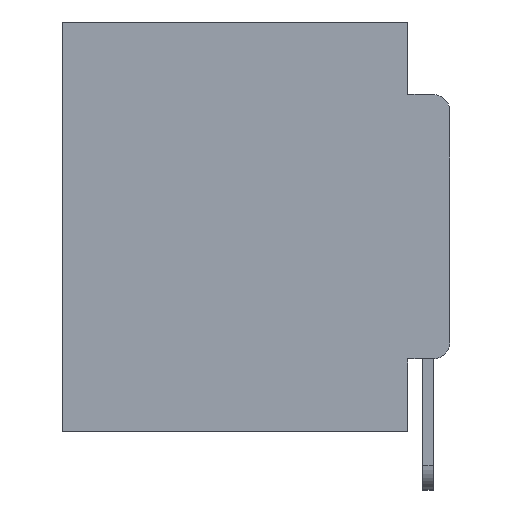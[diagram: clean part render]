
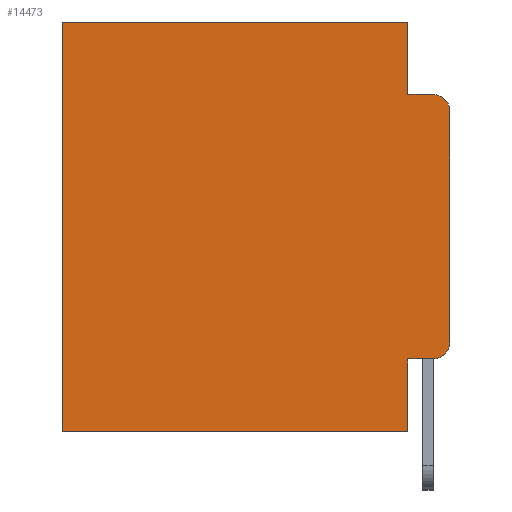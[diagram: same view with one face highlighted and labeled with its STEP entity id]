
A CAD part, left-side view. The second image highlights one B-rep face of the part: STEP entity #14473.
In plain terms, the highlighted planar face has unit normal (-1, 0, 0).
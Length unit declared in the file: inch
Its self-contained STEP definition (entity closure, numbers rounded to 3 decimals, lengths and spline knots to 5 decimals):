
#557 = DIRECTION ( 'NONE',  ( 0., 0., -1. ) ) ;
#862 = VERTEX_POINT ( 'NONE', #2453 ) ;
#964 = CARTESIAN_POINT ( 'NONE',  ( 0.298, 0.02, -0.4115 ) ) ;
#1510 = DIRECTION ( 'NONE',  ( 0., -1., 0. ) ) ;
#1839 = VERTEX_POINT ( 'NONE', #21698 ) ;
#2181 = LINE ( 'NONE', #13301, #11144 ) ;
#2196 = LINE ( 'NONE', #21938, #22906 ) ;
#2453 = CARTESIAN_POINT ( 'NONE',  ( 0.298, 0.473, 0. ) ) ;
#2909 = DIRECTION ( 'NONE',  ( 0., 1., 0. ) ) ;
#3022 = CARTESIAN_POINT ( 'NONE',  ( 0.298, 0.051, 0. ) ) ;
#3083 = DIRECTION ( 'NONE',  ( 0., 0., -1. ) ) ;
#4855 = CARTESIAN_POINT ( 'NONE',  ( 0.298, 0., -0.5 ) ) ;
#5198 = DIRECTION ( 'NONE',  ( 1., 0., 0. ) ) ;
#5238 = ORIENTED_EDGE ( 'NONE', *, *, #5863, .F. ) ;
#5863 = EDGE_CURVE ( 'NONE', #26365, #19610, #22387, .T. ) ;
#6140 = ORIENTED_EDGE ( 'NONE', *, *, #7980, .F. ) ;
#6933 = CARTESIAN_POINT ( 'NONE',  ( 0.298, 0.02, -0.0885 ) ) ;
#7217 = CARTESIAN_POINT ( 'NONE',  ( 0.298, 0., 0. ) ) ;
#7980 = EDGE_CURVE ( 'NONE', #17394, #9353, #2181, .T. ) ;
#8090 = LINE ( 'NONE', #15091, #14448 ) ;
#9353 = VERTEX_POINT ( 'NONE', #14214 ) ;
#9380 = EDGE_CURVE ( 'NONE', #17394, #24552, #22954, .T. ) ;
#9846 = DIRECTION ( 'NONE',  ( 0., 0., -1. ) ) ;
#10023 = VECTOR ( 'NONE', #2909, 39.37008 ) ;
#10137 = EDGE_CURVE ( 'NONE', #19610, #11002, #2196, .T. ) ;
#10199 = CARTESIAN_POINT ( 'NONE',  ( 0.298, 0.02, -0.3915 ) ) ;
#11002 = VERTEX_POINT ( 'NONE', #6933 ) ;
#11144 = VECTOR ( 'NONE', #15435, 39.37008 ) ;
#11341 = DIRECTION ( 'NONE',  ( 0., 0., -1. ) ) ;
#11401 = CARTESIAN_POINT ( 'NONE',  ( 0.298, 0.051, -0.4115 ) ) ;
#12406 = ORIENTED_EDGE ( 'NONE', *, *, #19713, .T. ) ;
#12668 = LINE ( 'NONE', #13361, #21893 ) ;
#12716 = VERTEX_POINT ( 'NONE', #25233 ) ;
#12883 = AXIS2_PLACEMENT_3D ( 'NONE', #13339, #5198, #3083 ) ;
#13171 = AXIS2_PLACEMENT_3D ( 'NONE', #10199, #19992, #9846 ) ;
#13259 = PLANE ( 'NONE',  #12883 ) ;
#13301 = CARTESIAN_POINT ( 'NONE',  ( 0.298, 0.051, 0. ) ) ;
#13339 = CARTESIAN_POINT ( 'NONE',  ( 0.298, 0., 0. ) ) ;
#13361 = CARTESIAN_POINT ( 'NONE',  ( 0.298, 0., 0. ) ) ;
#13409 = ORIENTED_EDGE ( 'NONE', *, *, #14419, .F. ) ;
#13528 = VECTOR ( 'NONE', #21308, 39.37008 ) ;
#13829 = EDGE_CURVE ( 'NONE', #26365, #862, #23372, .T. ) ;
#14214 = CARTESIAN_POINT ( 'NONE',  ( 0.298, 0.051, -0.5 ) ) ;
#14419 = EDGE_CURVE ( 'NONE', #9353, #18339, #25284, .T. ) ;
#14448 = VECTOR ( 'NONE', #11341, 39.37008 ) ;
#14473 = ADVANCED_FACE ( 'NONE', ( #19484 ), #13259, .F. ) ;
#14540 = EDGE_CURVE ( 'NONE', #1839, #11002, #23278, .T. ) ;
#14868 = ORIENTED_EDGE ( 'NONE', *, *, #10137, .F. ) ;
#14894 = ORIENTED_EDGE ( 'NONE', *, *, #13829, .T. ) ;
#15091 = CARTESIAN_POINT ( 'NONE',  ( 0.298, 0.473, 0. ) ) ;
#15435 = DIRECTION ( 'NONE',  ( 0., 0., -1. ) ) ;
#15474 = DIRECTION ( 'NONE',  ( 0., 0., -1. ) ) ;
#16244 = ORIENTED_EDGE ( 'NONE', *, *, #9380, .T. ) ;
#16701 = CARTESIAN_POINT ( 'NONE',  ( 0.298, 0.473, -0.5 ) ) ;
#17101 = DIRECTION ( 'NONE',  ( 0., 0., -1. ) ) ;
#17170 = DIRECTION ( 'NONE',  ( -1., 0., 0. ) ) ;
#17279 = ORIENTED_EDGE ( 'NONE', *, *, #19377, .T. ) ;
#17394 = VERTEX_POINT ( 'NONE', #11401 ) ;
#17420 = EDGE_CURVE ( 'NONE', #1839, #12716, #12668, .T. ) ;
#17441 = CARTESIAN_POINT ( 'NONE',  ( 0.298, 0.02, -0.1085 ) ) ;
#17876 = ORIENTED_EDGE ( 'NONE', *, *, #17420, .F. ) ;
#18137 = CARTESIAN_POINT ( 'NONE',  ( 0.298, 0.051, -0.4115 ) ) ;
#18339 = VERTEX_POINT ( 'NONE', #16701 ) ;
#19255 = CIRCLE ( 'NONE', #13171, 0.02 ) ;
#19377 = EDGE_CURVE ( 'NONE', #24552, #12716, #19255, .T. ) ;
#19484 = FACE_OUTER_BOUND ( 'NONE', #21289, .T. ) ;
#19610 = VERTEX_POINT ( 'NONE', #23332 ) ;
#19713 = EDGE_CURVE ( 'NONE', #862, #18339, #8090, .T. ) ;
#19992 = DIRECTION ( 'NONE',  ( -1., 0., 0. ) ) ;
#21083 = CARTESIAN_POINT ( 'NONE',  ( 0.298, 0.051, 0. ) ) ;
#21084 = AXIS2_PLACEMENT_3D ( 'NONE', #17441, #17170, #15474 ) ;
#21289 = EDGE_LOOP ( 'NONE', ( #17876, #23855, #14868, #5238, #14894, #12406, #13409, #6140, #16244, #17279 ) ) ;
#21308 = DIRECTION ( 'NONE',  ( 0., 1., 0. ) ) ;
#21698 = CARTESIAN_POINT ( 'NONE',  ( 0.298, 0., -0.1085 ) ) ;
#21893 = VECTOR ( 'NONE', #17101, 39.37008 ) ;
#21938 = CARTESIAN_POINT ( 'NONE',  ( 0.298, 0.051, -0.0885 ) ) ;
#21996 = VECTOR ( 'NONE', #24241, 39.37008 ) ;
#22387 = LINE ( 'NONE', #21083, #24610 ) ;
#22906 = VECTOR ( 'NONE', #1510, 39.37008 ) ;
#22954 = LINE ( 'NONE', #18137, #21996 ) ;
#23278 = CIRCLE ( 'NONE', #21084, 0.02 ) ;
#23332 = CARTESIAN_POINT ( 'NONE',  ( 0.298, 0.051, -0.0885 ) ) ;
#23372 = LINE ( 'NONE', #7217, #13528 ) ;
#23855 = ORIENTED_EDGE ( 'NONE', *, *, #14540, .T. ) ;
#24241 = DIRECTION ( 'NONE',  ( 0., -1., 0. ) ) ;
#24552 = VERTEX_POINT ( 'NONE', #964 ) ;
#24610 = VECTOR ( 'NONE', #557, 39.37008 ) ;
#25233 = CARTESIAN_POINT ( 'NONE',  ( 0.298, 0., -0.3915 ) ) ;
#25284 = LINE ( 'NONE', #4855, #10023 ) ;
#26365 = VERTEX_POINT ( 'NONE', #3022 ) ;
